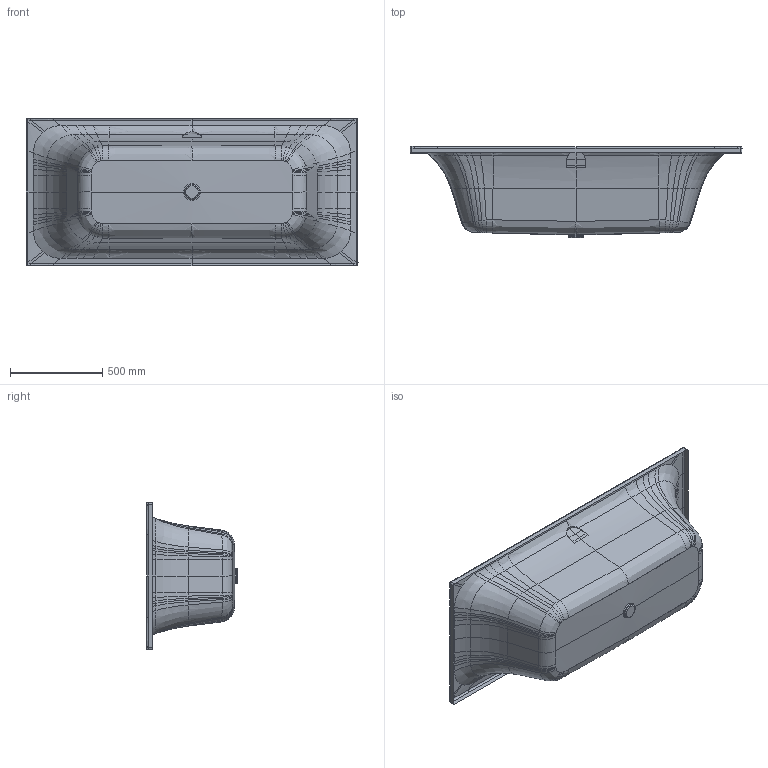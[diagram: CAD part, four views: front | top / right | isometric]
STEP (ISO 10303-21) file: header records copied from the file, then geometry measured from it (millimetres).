
FILE_DESCRIPTION((''),'2;1');
FILE_NAME('UBA180FDN2V_FORMAT','2022-06-29T15:47:55',('hegemanc'),('Villeroy & Boch Wellness bv'),'CREO PARAMETRIC BY PTC INC, 2020454','CREO PARAMETRIC BY PTC INC, 2020454','');
FILE_SCHEMA(('CONFIG_CONTROL_DESIGN'));
Length unit declared in the file: millimetre
Products named in the file (1): UBA180FDN2V_FORMAT
Bounding box: 1800 x 493.66 x 800 mm (x, y, z)
Surface area: 2760134.8 mm2 (no closed solid volume)
Topology: 0 solids, 1 shells, 282 faces, 657 edges, 371 vertices
Faces by surface type: bspline 212, plane 27, cylinder 27, torus 8, cone 4, extrusion 4
Entity records: 15417 total; most frequent: CARTESIAN_POINT 10629, ORIENTED_EDGE 1270, EDGE_CURVE 657, B_SPLINE_CURVE_WITH_KNOTS 430, DIRECTION 422, VERTEX_POINT 371, EDGE_LOOP 282, FACE_OUTER_BOUND 282
